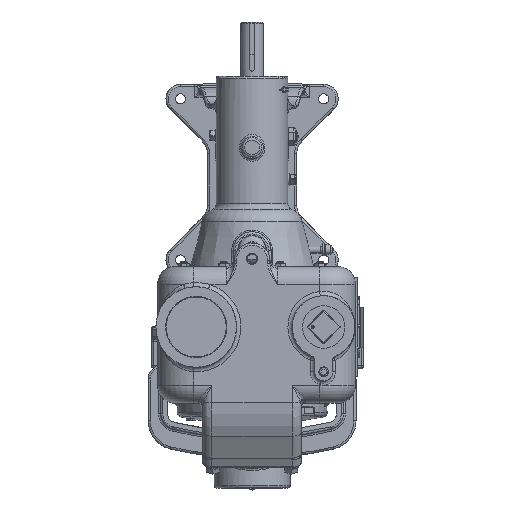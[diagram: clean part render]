
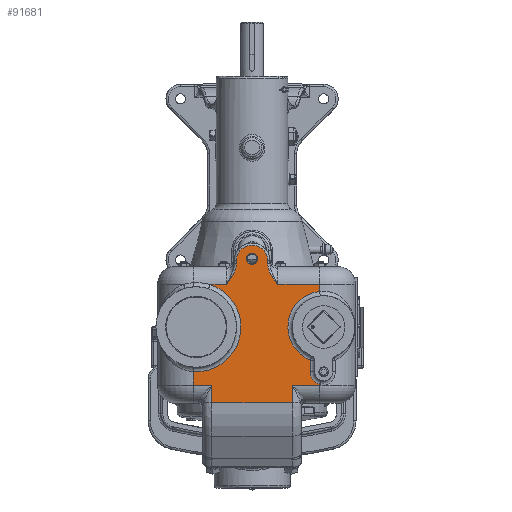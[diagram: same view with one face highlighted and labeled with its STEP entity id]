
A CAD part, top view. The second image highlights one B-rep face of the part: STEP entity #91681.
In plain terms, the highlighted planar face has unit normal (0, 0, 1).
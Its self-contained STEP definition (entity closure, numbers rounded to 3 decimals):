
#1099=B_SPLINE_CURVE_WITH_KNOTS('',3,(#122695,#122696,#122697,#122698,#122699,
#122700,#122701,#122702,#122703),.UNSPECIFIED.,.F.,.F.,(4,1,1,1,1,1,4),
(0.,0.004,0.008,0.012,0.016,
0.025,0.033),.UNSPECIFIED.);
#1100=B_SPLINE_CURVE_WITH_KNOTS('',3,(#122743,#122744,#122745,#122746,#122747,
#122748,#122749,#122750,#122751),.UNSPECIFIED.,.F.,.F.,(4,1,1,1,1,1,4),
(0.,0.004,0.008,0.012,0.016,
0.025,0.033),.UNSPECIFIED.);
#3312=CIRCLE('',#95579,0.313);
#3316=CIRCLE('',#95585,0.88);
#3318=CIRCLE('',#95589,2.5);
#3801=CIRCLE('',#96454,0.75);
#3802=CIRCLE('',#96455,2.);
#11575=ORIENTED_EDGE('',*,*,#28438,.T.);
#11576=ORIENTED_EDGE('',*,*,#28647,.T.);
#11577=ORIENTED_EDGE('',*,*,#28873,.T.);
#11578=ORIENTED_EDGE('',*,*,#28634,.T.);
#11579=ORIENTED_EDGE('',*,*,#28854,.F.);
#11580=ORIENTED_EDGE('',*,*,#28856,.T.);
#11581=ORIENTED_EDGE('',*,*,#28885,.T.);
#11582=ORIENTED_EDGE('',*,*,#28665,.F.);
#11583=ORIENTED_EDGE('',*,*,#29723,.T.);
#11584=ORIENTED_EDGE('',*,*,#29724,.T.);
#11585=ORIENTED_EDGE('',*,*,#29725,.T.);
#11586=ORIENTED_EDGE('',*,*,#29486,.F.);
#11587=ORIENTED_EDGE('',*,*,#28533,.T.);
#11588=ORIENTED_EDGE('',*,*,#28437,.T.);
#11589=ORIENTED_EDGE('',*,*,#28436,.T.);
#11590=ORIENTED_EDGE('',*,*,#28434,.T.);
#11591=ORIENTED_EDGE('',*,*,#28432,.T.);
#11592=ORIENTED_EDGE('',*,*,#28430,.T.);
#11593=ORIENTED_EDGE('',*,*,#28518,.T.);
#11594=ORIENTED_EDGE('',*,*,#28428,.T.);
#28428=EDGE_CURVE('',#38021,#38021,#3312,.T.);
#28430=EDGE_CURVE('',#38022,#37965,#1099,.T.);
#28432=EDGE_CURVE('',#38023,#38022,#43803,.T.);
#28434=EDGE_CURVE('',#38024,#38023,#3316,.T.);
#28436=EDGE_CURVE('',#38025,#38024,#43804,.T.);
#28437=EDGE_CURVE('',#37970,#38025,#1100,.F.);
#28438=EDGE_CURVE('',#37961,#38020,#3318,.F.);
#28518=EDGE_CURVE('',#37965,#37961,#43839,.F.);
#28533=EDGE_CURVE('',#38087,#37970,#43846,.F.);
#28634=EDGE_CURVE('',#38148,#38149,#43873,.F.);
#28647=EDGE_CURVE('',#38020,#38156,#43881,.T.);
#28665=EDGE_CURVE('',#38169,#38167,#43886,.T.);
#28854=EDGE_CURVE('',#38281,#38149,#43933,.T.);
#28856=EDGE_CURVE('',#38281,#38160,#43934,.T.);
#28873=EDGE_CURVE('',#38156,#38148,#43938,.F.);
#28885=EDGE_CURVE('',#38160,#38167,#43942,.F.);
#29486=EDGE_CURVE('',#38087,#38671,#44087,.T.);
#29723=EDGE_CURVE('',#38169,#38902,#3801,.F.);
#29724=EDGE_CURVE('',#38902,#38903,#44241,.T.);
#29725=EDGE_CURVE('',#38903,#38671,#3802,.F.);
#37961=VERTEX_POINT('',#122012);
#37965=VERTEX_POINT('',#122050);
#37970=VERTEX_POINT('',#122091);
#38020=VERTEX_POINT('',#122661);
#38021=VERTEX_POINT('',#122665);
#38022=VERTEX_POINT('',#122694);
#38023=VERTEX_POINT('',#122706);
#38024=VERTEX_POINT('',#122710);
#38025=VERTEX_POINT('',#122714);
#38087=VERTEX_POINT('',#123191);
#38148=VERTEX_POINT('',#123690);
#38149=VERTEX_POINT('',#123691);
#38156=VERTEX_POINT('',#123721);
#38160=VERTEX_POINT('',#123840);
#38167=VERTEX_POINT('',#123880);
#38169=VERTEX_POINT('',#123886);
#38281=VERTEX_POINT('',#124847);
#38671=VERTEX_POINT('',#128228);
#38902=VERTEX_POINT('',#128776);
#38903=VERTEX_POINT('',#128778);
#43803=LINE('',#122707,#47632);
#43804=LINE('',#122715,#47633);
#43839=LINE('',#123163,#47668);
#43846=LINE('',#123190,#47675);
#43873=LINE('',#123689,#47702);
#43881=LINE('',#123722,#47710);
#43886=LINE('',#123887,#47715);
#43933=LINE('',#124848,#47762);
#43934=LINE('',#124851,#47763);
#43938=LINE('',#124917,#47767);
#43942=LINE('',#124993,#47771);
#44087=LINE('',#128246,#47916);
#44241=LINE('',#128777,#48070);
#47632=VECTOR('',#103288,39.37);
#47633=VECTOR('',#103299,39.37);
#47668=VECTOR('',#103446,39.37);
#47675=VECTOR('',#103479,39.37);
#47702=VECTOR('',#103660,39.37);
#47710=VECTOR('',#103686,39.37);
#47715=VECTOR('',#103707,39.37);
#47762=VECTOR('',#104014,39.37);
#47763=VECTOR('',#104019,39.37);
#47767=VECTOR('',#104057,39.37);
#47771=VECTOR('',#104081,39.37);
#47916=VECTOR('',#105128,39.37);
#48070=VECTOR('',#105470,39.37);
#51888=EDGE_LOOP('',(#11575,#11576,#11577,#11578,#11579,#11580,#11581,#11582,
#11583,#11584,#11585,#11586,#11587,#11588,#11589,#11590,#11591,#11592,#11593));
#51889=EDGE_LOOP('',(#11594));
#56481=FACE_BOUND('',#51888,.T.);
#56482=FACE_BOUND('',#51889,.T.);
#60651=PLANE('',#96453);
#91681=ADVANCED_FACE('',(#56481,#56482),#60651,.T.);
#95579=AXIS2_PLACEMENT_3D('',#122664,#103280,#103281);
#95585=AXIS2_PLACEMENT_3D('',#122711,#103293,#103294);
#95589=AXIS2_PLACEMENT_3D('',#122753,#103302,#103303);
#96453=AXIS2_PLACEMENT_3D('',#128774,#105466,#105467);
#96454=AXIS2_PLACEMENT_3D('',#128775,#105468,#105469);
#96455=AXIS2_PLACEMENT_3D('',#128779,#105471,#105472);
#103280=DIRECTION('',(0.,0.,-1.));
#103281=DIRECTION('',(1.,0.,0.));
#103288=DIRECTION('',(0.,-1.,0.));
#103293=DIRECTION('',(0.,0.,1.));
#103294=DIRECTION('',(1.,0.,0.));
#103299=DIRECTION('',(0.,1.,0.));
#103302=DIRECTION('',(0.,0.,1.));
#103303=DIRECTION('',(1.,0.,0.));
#103446=DIRECTION('',(1.,0.,0.));
#103479=DIRECTION('',(1.,0.,0.));
#103660=DIRECTION('',(0.,1.,0.));
#103686=DIRECTION('',(0.,-1.,0.));
#103707=DIRECTION('',(0.,-1.,0.));
#104014=DIRECTION('',(-1.,0.,0.));
#104019=DIRECTION('',(0.,1.,0.));
#104057=DIRECTION('',(-1.,0.,0.));
#104081=DIRECTION('',(-1.,0.,0.));
#105128=DIRECTION('',(0.,-1.,0.));
#105466=DIRECTION('',(0.,0.,1.));
#105467=DIRECTION('',(1.,0.,0.));
#105468=DIRECTION('',(0.,0.,1.));
#105469=DIRECTION('',(1.,0.,0.));
#105470=DIRECTION('',(0.,1.,0.));
#105471=DIRECTION('',(0.,0.,1.));
#105472=DIRECTION('',(1.,0.,0.));
#122012=CARTESIAN_POINT('',(-2.355,2.38,14.06));
#122050=CARTESIAN_POINT('',(-1.44,2.38,14.06));
#122091=CARTESIAN_POINT('',(1.44,2.38,14.06));
#122661=CARTESIAN_POINT('',(-3.28,-2.495,14.06));
#122664=CARTESIAN_POINT('',(0.,3.81,14.06));
#122665=CARTESIAN_POINT('',(0.312,3.81,14.06));
#122694=CARTESIAN_POINT('',(-0.88,3.52,14.06));
#122695=CARTESIAN_POINT('',(-0.88,3.52,14.06));
#122696=CARTESIAN_POINT('',(-0.88,3.465,14.06));
#122697=CARTESIAN_POINT('',(-0.89,3.358,14.06));
#122698=CARTESIAN_POINT('',(-0.929,3.2,14.06));
#122699=CARTESIAN_POINT('',(-0.988,3.048,14.06));
#122700=CARTESIAN_POINT('',(-1.086,2.858,14.06));
#122701=CARTESIAN_POINT('',(-1.238,2.634,14.06));
#122702=CARTESIAN_POINT('',(-1.373,2.464,14.06));
#122703=CARTESIAN_POINT('',(-1.44,2.38,14.06));
#122706=CARTESIAN_POINT('',(-0.88,3.69,14.06));
#122707=CARTESIAN_POINT('',(-0.88,4.5,14.06));
#122710=CARTESIAN_POINT('',(0.88,3.69,14.06));
#122711=CARTESIAN_POINT('',(0.,3.69,14.06));
#122714=CARTESIAN_POINT('',(0.88,3.52,14.06));
#122715=CARTESIAN_POINT('',(0.88,4.5,14.06));
#122743=CARTESIAN_POINT('',(0.88,3.52,14.06));
#122744=CARTESIAN_POINT('',(0.88,3.465,14.06));
#122745=CARTESIAN_POINT('',(0.89,3.358,14.06));
#122746=CARTESIAN_POINT('',(0.929,3.2,14.06));
#122747=CARTESIAN_POINT('',(0.988,3.048,14.06));
#122748=CARTESIAN_POINT('',(1.086,2.858,14.06));
#122749=CARTESIAN_POINT('',(1.238,2.634,14.06));
#122750=CARTESIAN_POINT('',(1.373,2.464,14.06));
#122751=CARTESIAN_POINT('',(1.44,2.38,14.06));
#122753=CARTESIAN_POINT('',(-3.12,0.,14.06));
#123163=CARTESIAN_POINT('',(-3.28,2.38,14.06));
#123190=CARTESIAN_POINT('',(-3.28,2.38,14.06));
#123191=CARTESIAN_POINT('',(3.78,2.38,14.06));
#123689=CARTESIAN_POINT('',(-2.25,4.5,14.06));
#123690=CARTESIAN_POINT('',(-2.25,-3.25,14.06));
#123691=CARTESIAN_POINT('',(-2.25,-4.222,14.06));
#123721=CARTESIAN_POINT('',(-3.28,-3.25,14.06));
#123722=CARTESIAN_POINT('',(-3.28,4.5,14.06));
#123840=CARTESIAN_POINT('',(2.25,-3.25,14.06));
#123880=CARTESIAN_POINT('',(3.78,-3.25,14.06));
#123886=CARTESIAN_POINT('',(3.78,-3.217,14.06));
#123887=CARTESIAN_POINT('',(3.78,4.5,14.06));
#124847=CARTESIAN_POINT('',(2.25,-4.222,14.06));
#124848=CARTESIAN_POINT('',(2.75,-4.222,14.06));
#124851=CARTESIAN_POINT('',(2.25,-3.25,14.06));
#124917=CARTESIAN_POINT('',(3.78,-3.25,14.06));
#124993=CARTESIAN_POINT('',(3.78,-3.25,14.06));
#128228=CARTESIAN_POINT('',(3.78,1.988,14.06));
#128246=CARTESIAN_POINT('',(3.78,4.5,14.06));
#128774=CARTESIAN_POINT('',(3.78,4.5,14.06));
#128775=CARTESIAN_POINT('',(4.,-2.5,14.06));
#128776=CARTESIAN_POINT('',(3.25,-2.5,14.06));
#128777=CARTESIAN_POINT('',(3.25,4.5,14.06));
#128778=CARTESIAN_POINT('',(3.25,-1.854,14.06));
#128779=CARTESIAN_POINT('',(4.,0.,14.06));
